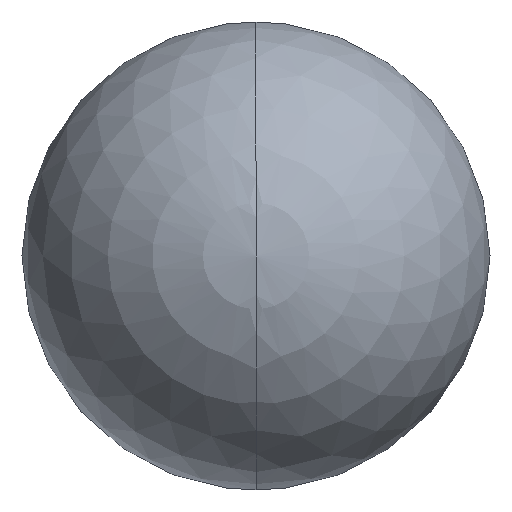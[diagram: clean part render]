
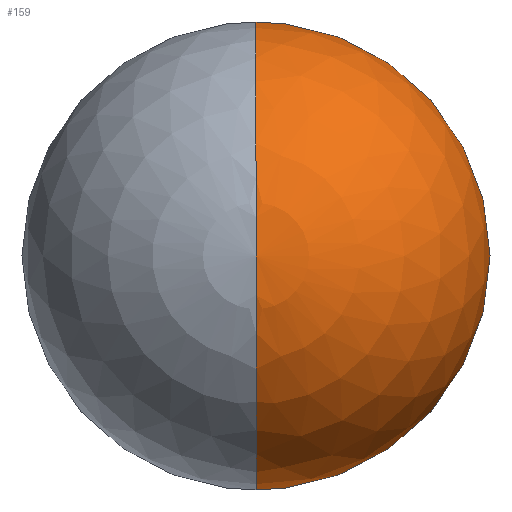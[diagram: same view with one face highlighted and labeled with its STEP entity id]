
A CAD part, left-side view. The second image highlights one B-rep face of the part: STEP entity #159.
In plain terms, the highlighted spherical face has radius 16 mm.
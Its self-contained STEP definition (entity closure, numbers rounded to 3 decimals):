
#89=VERTEX_POINT('',#220);
#97=VERTEX_POINT('',#229);
#139=EDGE_CURVE('',#97,#147,#277,.T.);
#147=VERTEX_POINT('',#286);
#159=ADVANCED_FACE('',(#300),#301,.T.);
#171=EDGE_CURVE('',#147,#89,#314,.T.);
#185=EDGE_CURVE('',#89,#97,#328,.T.);
#220=CARTESIAN_POINT('',(-57.,0.,9.327));
#229=CARTESIAN_POINT('',(-57.,0.,-9.327));
#277=CIRCLE('',#429,16.0);
#286=CARTESIAN_POINT('',(-86.,0.,0.));
#300=FACE_OUTER_BOUND('',#455,.T.);
#301=SPHERICAL_SURFACE('',#456,16.0);
#314=CIRCLE('',#476,16.0);
#328=CIRCLE('',#494,9.327);
#429=AXIS2_PLACEMENT_3D('',#595,#596,#597);
#455=EDGE_LOOP('',(#625,#626,#627));
#456=AXIS2_PLACEMENT_3D('',#628,#629,#630);
#476=AXIS2_PLACEMENT_3D('',#643,#644,#645);
#494=AXIS2_PLACEMENT_3D('',#655,#656,#657);
#595=CARTESIAN_POINT('',(-70.,0.,0.));
#596=DIRECTION('',(-0.0,1.0,0.));
#597=DIRECTION('',(0.0,0.,-1.0));
#625=ORIENTED_EDGE('',*,*,#171,.F.);
#626=ORIENTED_EDGE('',*,*,#139,.F.);
#627=ORIENTED_EDGE('',*,*,#185,.F.);
#628=CARTESIAN_POINT('',(-70.,0.,0.));
#629=DIRECTION('',(1.0,0.0,0.0));
#630=DIRECTION('',(0.0,0.,1.0));
#643=CARTESIAN_POINT('',(-70.,0.,0.));
#644=DIRECTION('',(-0.0,1.0,0.));
#645=DIRECTION('',(0.0,0.,-1.0));
#655=CARTESIAN_POINT('',(-57.,0.,0.));
#656=DIRECTION('',(1.0,0.0,0.0));
#657=DIRECTION('',(0.0,0.,1.0));
